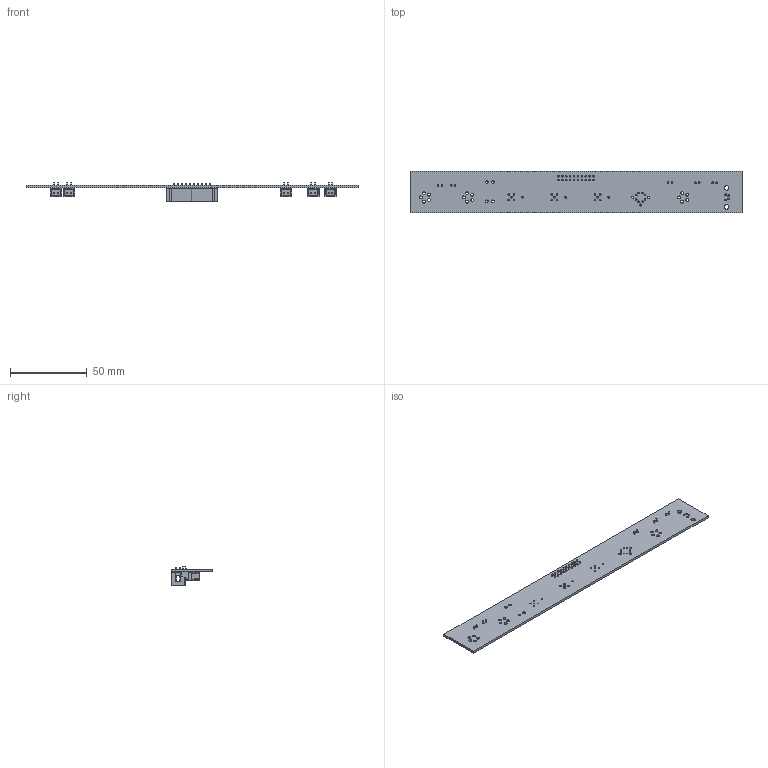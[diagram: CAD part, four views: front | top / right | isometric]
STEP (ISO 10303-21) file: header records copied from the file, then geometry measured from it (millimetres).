
FILE_DESCRIPTION(('KiCad electronic assembly'),'2;1');
FILE_NAME('VCU_CONN1.step','2025-02-08T23:58:12',('Pcbnew'),('Kicad'), 'Open CASCADE STEP processor 7.8','KiCad to STEP converter','Unknown' );
FILE_SCHEMA(('AUTOMOTIVE_DESIGN { 1 0 10303 214 1 1 1 1 }'));
Length unit declared in the file: millimetre
Products named in the file (6): VCU_CONN1 1; IDC-Header_2x10_P2.54mm_Vertical; IDC_Header_2x10_P254mm_Vertical; JST_XH_S2B-XH-A_1x02_P2.50mm_Horizontal; JST_S2B_XH_A; _autosave-VCU_CONN1_PCB
Assembly tree (9 placements, depth 3):
  VCU_CONN1 1
    IDC-Header_2x10_P2.54mm_Vertical
      IDC_Header_2x10_P254mm_Vertical
    JST_XH_S2B-XH-A_1x02_P2.50mm_Horizontal  x5
      JST_S2B_XH_A
    _autosave-VCU_CONN1_PCB
Bounding box: 216 x 27 x 12.5 mm (x, y, z)
Volume: 11352.8 mm3; surface area: 17507.2 mm2
Topology: 7 solids, 7 shells, 1017 faces, 2619 edges, 1678 vertices
Faces by surface type: plane 884, cylinder 133
Full cylindrical faces by diameter (mm): 1 x62, 1.2 x4, 1.4 x3, 1.7 x4, 1.8 x15, 3 x2
Entity records: 21277 total; most frequent: CARTESIAN_POINT 3004, ORIENTED_EDGE 2942, DIRECTION 2893, EDGE_CURVE 1471, LINE 1263, VECTOR 1263, VERTEX_POINT 926, AXIS2_PLACEMENT_3D 815
